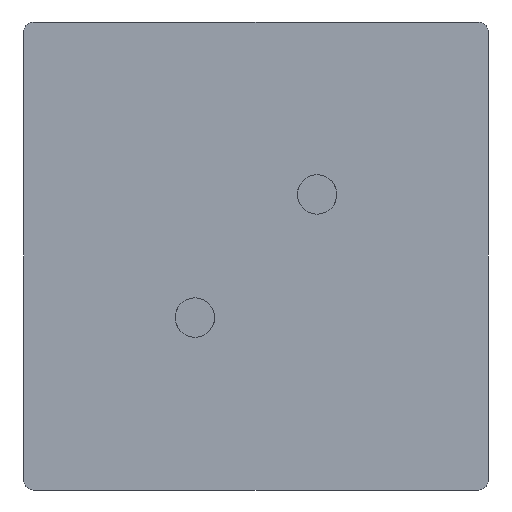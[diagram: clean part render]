
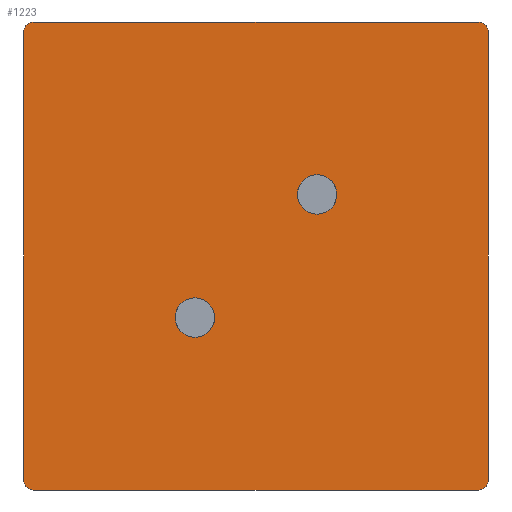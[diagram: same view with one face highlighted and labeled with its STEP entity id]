
A CAD part, front view. The second image highlights one B-rep face of the part: STEP entity #1223.
In plain terms, the highlighted planar face has unit normal (0, -1, 0).
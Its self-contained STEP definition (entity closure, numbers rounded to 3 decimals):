
#17 = VERTEX_POINT ( 'NONE', #2134 ) ;
#18 = VERTEX_POINT ( 'NONE', #1137 ) ;
#114 = ORIENTED_EDGE ( 'NONE', *, *, #1983, .F. ) ;
#153 = EDGE_CURVE ( 'NONE', #18, #686, #1607, .T. ) ;
#178 = CARTESIAN_POINT ( 'NONE',  ( 0., -3.5, -4.85 ) ) ;
#192 = VERTEX_POINT ( 'NONE', #2620 ) ;
#262 = DIRECTION ( 'NONE',  ( 0., 0., -1. ) ) ;
#282 = DIRECTION ( 'NONE',  ( 0., 0., 1. ) ) ;
#285 = CIRCLE ( 'NONE', #1965, 0.8 ) ;
#303 = CARTESIAN_POINT ( 'NONE',  ( 4.669, -3.5, -5.25 ) ) ;
#316 = ORIENTED_EDGE ( 'NONE', *, *, #2577, .F. ) ;
#348 = DIRECTION ( 'NONE',  ( 0., -1., 0. ) ) ;
#424 = EDGE_CURVE ( 'NONE', #2916, #2046, #2584, .T. ) ;
#460 = CARTESIAN_POINT ( 'NONE',  ( 5.069, -3.5, -4.85 ) ) ;
#496 = AXIS2_PLACEMENT_3D ( 'NONE', #4107, #3861, #1469 ) ;
#600 = DIRECTION ( 'NONE',  ( 0., -1., 0. ) ) ;
#637 = VERTEX_POINT ( 'NONE', #2544 ) ;
#650 = CARTESIAN_POINT ( 'NONE',  ( 23.519, -3.5, 0. ) ) ;
#651 = EDGE_CURVE ( 'NONE', #17, #4129, #1108, .T. ) ;
#655 = ORIENTED_EDGE ( 'NONE', *, *, #1096, .F. ) ;
#686 = VERTEX_POINT ( 'NONE', #3955 ) ;
#690 = VECTOR ( 'NONE', #2851, 1000. ) ;
#714 = CARTESIAN_POINT ( 'NONE',  ( 23.119, -3.5, -4.85 ) ) ;
#728 = VERTEX_POINT ( 'NONE', #934 ) ;
#790 = CARTESIAN_POINT ( 'NONE',  ( 0., -3.5, -23.836 ) ) ;
#824 = AXIS2_PLACEMENT_3D ( 'NONE', #1281, #600, #2284 ) ;
#843 = CARTESIAN_POINT ( 'NONE',  ( 16.573, -3.5, -11.846 ) ) ;
#874 = CARTESIAN_POINT ( 'NONE',  ( 5.069, -3.5, -5.25 ) ) ;
#888 = DIRECTION ( 'NONE',  ( 0., 0., 1. ) ) ;
#899 = ORIENTED_EDGE ( 'NONE', *, *, #3746, .F. ) ;
#914 = DIRECTION ( 'NONE',  ( 0., 0., 1. ) ) ;
#934 = CARTESIAN_POINT ( 'NONE',  ( 5.069, -3.5, -23.836 ) ) ;
#1057 = EDGE_CURVE ( 'NONE', #1323, #2046, #3513, .T. ) ;
#1096 = EDGE_CURVE ( 'NONE', #4187, #2098, #3241, .T. ) ;
#1108 = CIRCLE ( 'NONE', #2545, 0.4 ) ;
#1137 = CARTESIAN_POINT ( 'NONE',  ( 12.415, -3.5, -16.84 ) ) ;
#1216 = DIRECTION ( 'NONE',  ( 0., -1., 0. ) ) ;
#1223 = ADVANCED_FACE ( 'NONE', ( #4079, #3027, #4163 ), #3721, .T. ) ;
#1281 = CARTESIAN_POINT ( 'NONE',  ( 16.573, -3.5, -11.846 ) ) ;
#1307 = ORIENTED_EDGE ( 'NONE', *, *, #651, .F. ) ;
#1323 = VERTEX_POINT ( 'NONE', #303 ) ;
#1368 = CIRCLE ( 'NONE', #2762, 0.8 ) ;
#1382 = DIRECTION ( 'NONE',  ( 0., 0., 1. ) ) ;
#1416 = AXIS2_PLACEMENT_3D ( 'NONE', #2779, #1808, #1798 ) ;
#1469 = DIRECTION ( 'NONE',  ( 0., 0., 1. ) ) ;
#1498 = EDGE_CURVE ( 'NONE', #1838, #4187, #3633, .T. ) ;
#1554 = DIRECTION ( 'NONE',  ( 0., 0., 1. ) ) ;
#1590 = LINE ( 'NONE', #650, #3137 ) ;
#1602 = CARTESIAN_POINT ( 'NONE',  ( 23.119, -3.5, -23.436 ) ) ;
#1604 = EDGE_LOOP ( 'NONE', ( #655, #2089, #899 ) ) ;
#1607 = CIRCLE ( 'NONE', #2534, 0.8 ) ;
#1628 = CARTESIAN_POINT ( 'NONE',  ( 16.573, -3.5, -11.846 ) ) ;
#1708 = CARTESIAN_POINT ( 'NONE',  ( 23.119, -3.5, -23.836 ) ) ;
#1740 = EDGE_LOOP ( 'NONE', ( #2248, #114, #3646, #3914, #3748, #316, #3044, #1307 ) ) ;
#1754 = LINE ( 'NONE', #790, #3334 ) ;
#1798 = DIRECTION ( 'NONE',  ( 0., 0., 1. ) ) ;
#1808 = DIRECTION ( 'NONE',  ( 0., 1., 0. ) ) ;
#1838 = VERTEX_POINT ( 'NONE', #2408 ) ;
#1876 = CARTESIAN_POINT ( 'NONE',  ( 11.615, -3.5, -16.84 ) ) ;
#1919 = DIRECTION ( 'NONE',  ( 0., -1., 0. ) ) ;
#1965 = AXIS2_PLACEMENT_3D ( 'NONE', #1876, #3259, #888 ) ;
#1983 = EDGE_CURVE ( 'NONE', #2916, #637, #2681, .T. ) ;
#1998 = CARTESIAN_POINT ( 'NONE',  ( 4.669, -3.5, -23.436 ) ) ;
#2046 = VERTEX_POINT ( 'NONE', #460 ) ;
#2047 = CARTESIAN_POINT ( 'NONE',  ( 11.615, -3.5, -16.84 ) ) ;
#2089 = ORIENTED_EDGE ( 'NONE', *, *, #1498, .F. ) ;
#2098 = VERTEX_POINT ( 'NONE', #2213 ) ;
#2134 = CARTESIAN_POINT ( 'NONE',  ( 23.519, -3.5, -23.436 ) ) ;
#2213 = CARTESIAN_POINT ( 'NONE',  ( 16.573, -3.5, -11.046 ) ) ;
#2248 = ORIENTED_EDGE ( 'NONE', *, *, #2303, .T. ) ;
#2284 = DIRECTION ( 'NONE',  ( 0., 0., 1. ) ) ;
#2303 = EDGE_CURVE ( 'NONE', #17, #637, #1590, .T. ) ;
#2400 = CARTESIAN_POINT ( 'NONE',  ( 23.119, -3.5, -23.436 ) ) ;
#2408 = CARTESIAN_POINT ( 'NONE',  ( 16.573, -3.5, -12.646 ) ) ;
#2482 = AXIS2_PLACEMENT_3D ( 'NONE', #843, #1216, #4115 ) ;
#2534 = AXIS2_PLACEMENT_3D ( 'NONE', #2047, #348, #1382 ) ;
#2544 = CARTESIAN_POINT ( 'NONE',  ( 23.519, -3.5, -5.25 ) ) ;
#2545 = AXIS2_PLACEMENT_3D ( 'NONE', #1602, #2935, #914 ) ;
#2577 = EDGE_CURVE ( 'NONE', #728, #3376, #3111, .T. ) ;
#2584 = LINE ( 'NONE', #178, #690 ) ;
#2607 = AXIS2_PLACEMENT_3D ( 'NONE', #1628, #3296, #2930 ) ;
#2608 = DIRECTION ( 'NONE',  ( 0., 0., 1. ) ) ;
#2620 = CARTESIAN_POINT ( 'NONE',  ( 11.615, -3.5, -17.64 ) ) ;
#2681 = CIRCLE ( 'NONE', #496, 0.4 ) ;
#2696 = DIRECTION ( 'NONE',  ( 0., 0., -1. ) ) ;
#2702 = CARTESIAN_POINT ( 'NONE',  ( 17.373, -3.5, -11.846 ) ) ;
#2762 = AXIS2_PLACEMENT_3D ( 'NONE', #3934, #1919, #2608 ) ;
#2779 = CARTESIAN_POINT ( 'NONE',  ( 5.069, -3.5, -23.436 ) ) ;
#2788 = ORIENTED_EDGE ( 'NONE', *, *, #153, .F. ) ;
#2851 = DIRECTION ( 'NONE',  ( -1., 0., 0. ) ) ;
#2900 = DIRECTION ( 'NONE',  ( 0., 1., 0. ) ) ;
#2916 = VERTEX_POINT ( 'NONE', #714 ) ;
#2930 = DIRECTION ( 'NONE',  ( 0., 0., 1. ) ) ;
#2935 = DIRECTION ( 'NONE',  ( 0., 1., 0. ) ) ;
#3027 = FACE_BOUND ( 'NONE', #1604, .T. ) ;
#3044 = ORIENTED_EDGE ( 'NONE', *, *, #3114, .T. ) ;
#3111 = CIRCLE ( 'NONE', #1416, 0.4 ) ;
#3114 = EDGE_CURVE ( 'NONE', #728, #4129, #1754, .T. ) ;
#3117 = DIRECTION ( 'NONE',  ( 1., 0., 0. ) ) ;
#3137 = VECTOR ( 'NONE', #282, 1000. ) ;
#3156 = ORIENTED_EDGE ( 'NONE', *, *, #3939, .F. ) ;
#3208 = AXIS2_PLACEMENT_3D ( 'NONE', #2400, #4078, #2696 ) ;
#3239 = CIRCLE ( 'NONE', #2482, 0.8 ) ;
#3241 = CIRCLE ( 'NONE', #824, 0.8 ) ;
#3259 = DIRECTION ( 'NONE',  ( 0., -1., 0. ) ) ;
#3265 = AXIS2_PLACEMENT_3D ( 'NONE', #874, #2900, #1554 ) ;
#3296 = DIRECTION ( 'NONE',  ( 0., -1., 0. ) ) ;
#3334 = VECTOR ( 'NONE', #3117, 1000. ) ;
#3376 = VERTEX_POINT ( 'NONE', #1998 ) ;
#3416 = EDGE_CURVE ( 'NONE', #686, #192, #285, .T. ) ;
#3510 = ORIENTED_EDGE ( 'NONE', *, *, #3416, .F. ) ;
#3513 = CIRCLE ( 'NONE', #3265, 0.4 ) ;
#3617 = EDGE_LOOP ( 'NONE', ( #2788, #3156, #3510 ) ) ;
#3633 = CIRCLE ( 'NONE', #2607, 0.8 ) ;
#3646 = ORIENTED_EDGE ( 'NONE', *, *, #424, .T. ) ;
#3721 = PLANE ( 'NONE',  #3208 ) ;
#3746 = EDGE_CURVE ( 'NONE', #2098, #1838, #3239, .T. ) ;
#3748 = ORIENTED_EDGE ( 'NONE', *, *, #3919, .T. ) ;
#3861 = DIRECTION ( 'NONE',  ( 0., 1., 0. ) ) ;
#3914 = ORIENTED_EDGE ( 'NONE', *, *, #1057, .F. ) ;
#3919 = EDGE_CURVE ( 'NONE', #1323, #3376, #4218, .T. ) ;
#3934 = CARTESIAN_POINT ( 'NONE',  ( 11.615, -3.5, -16.84 ) ) ;
#3939 = EDGE_CURVE ( 'NONE', #192, #18, #1368, .T. ) ;
#3955 = CARTESIAN_POINT ( 'NONE',  ( 11.615, -3.5, -16.04 ) ) ;
#4035 = VECTOR ( 'NONE', #262, 1000. ) ;
#4078 = DIRECTION ( 'NONE',  ( 0., -1., 0. ) ) ;
#4079 = FACE_BOUND ( 'NONE', #3617, .T. ) ;
#4107 = CARTESIAN_POINT ( 'NONE',  ( 23.119, -3.5, -5.25 ) ) ;
#4115 = DIRECTION ( 'NONE',  ( 0., 0., 1. ) ) ;
#4129 = VERTEX_POINT ( 'NONE', #1708 ) ;
#4163 = FACE_OUTER_BOUND ( 'NONE', #1740, .T. ) ;
#4187 = VERTEX_POINT ( 'NONE', #2702 ) ;
#4218 = LINE ( 'NONE', #4245, #4035 ) ;
#4245 = CARTESIAN_POINT ( 'NONE',  ( 4.669, -3.5, 0. ) ) ;
